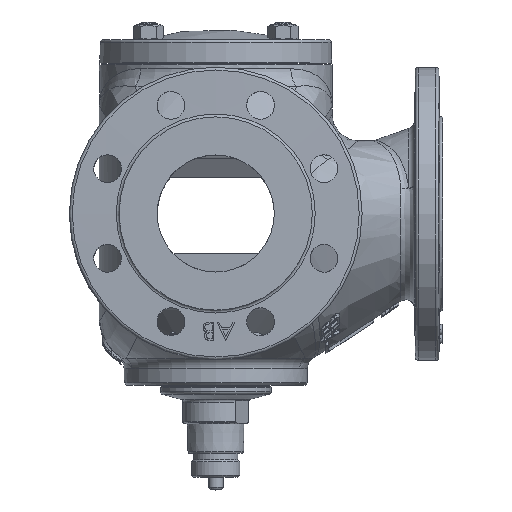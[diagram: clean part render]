
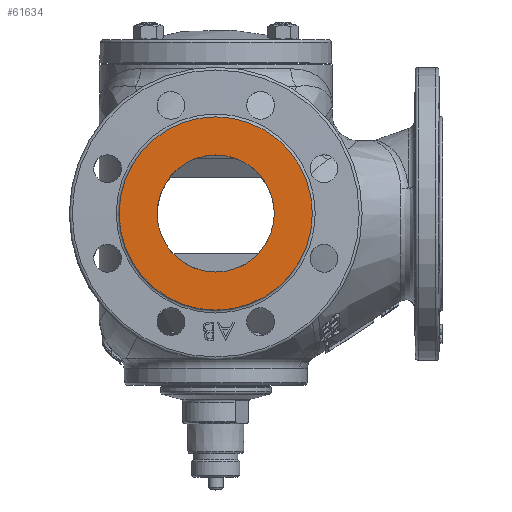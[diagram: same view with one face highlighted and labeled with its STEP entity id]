
A CAD part, top view. The second image highlights one B-rep face of the part: STEP entity #61634.
In plain terms, the highlighted planar face has unit normal (0, 0, 1).
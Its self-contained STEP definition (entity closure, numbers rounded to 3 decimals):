
#2007 = AXIS2_PLACEMENT_3D ( 'NONE', #11835, #60824, #18866 ) ;
#6124 = VERTEX_POINT ( 'NONE', #54891 ) ;
#10076 = CIRCLE ( 'NONE', #2007, 66. ) ;
#11835 = CARTESIAN_POINT ( 'NONE',  ( 0., 0., 155. ) ) ;
#13943 = CIRCLE ( 'NONE', #21936, 40. ) ;
#14038 = EDGE_LOOP ( 'NONE', ( #28310 ) ) ;
#18866 = DIRECTION ( 'NONE',  ( -1., 0., 0. ) ) ;
#20971 = DIRECTION ( 'NONE',  ( 0., 0., 1. ) ) ;
#21936 = AXIS2_PLACEMENT_3D ( 'NONE', #62938, #20971, #69977 ) ;
#25082 = ORIENTED_EDGE ( 'NONE', *, *, #55406, .F. ) ;
#28310 = ORIENTED_EDGE ( 'NONE', *, *, #40913, .F. ) ;
#33130 = CARTESIAN_POINT ( 'NONE',  ( -40., 0., 155. ) ) ;
#40288 = CARTESIAN_POINT ( 'NONE',  ( 0., 0., 155. ) ) ;
#40913 = EDGE_CURVE ( 'NONE', #56588, #56588, #13943, .T. ) ;
#44521 = AXIS2_PLACEMENT_3D ( 'NONE', #40288, #89169, #47323 ) ;
#47323 = DIRECTION ( 'NONE',  ( 1., 0., 0. ) ) ;
#54072 = PLANE ( 'NONE',  #44521 ) ;
#54891 = CARTESIAN_POINT ( 'NONE',  ( -66., 0., 155. ) ) ;
#55406 = EDGE_CURVE ( 'NONE', #6124, #6124, #10076, .T. ) ;
#56588 = VERTEX_POINT ( 'NONE', #33130 ) ;
#60824 = DIRECTION ( 'NONE',  ( 0., 0., -1. ) ) ;
#61634 = ADVANCED_FACE ( 'NONE', ( #85136, #66621 ), #54072, .F. ) ;
#62938 = CARTESIAN_POINT ( 'NONE',  ( 0., 0., 155. ) ) ;
#66621 = FACE_BOUND ( 'NONE', #14038, .T. ) ;
#69977 = DIRECTION ( 'NONE',  ( -1., 0., 0. ) ) ;
#76343 = EDGE_LOOP ( 'NONE', ( #25082 ) ) ;
#85136 = FACE_OUTER_BOUND ( 'NONE', #76343, .T. ) ;
#89169 = DIRECTION ( 'NONE',  ( 0., 0., -1. ) ) ;
